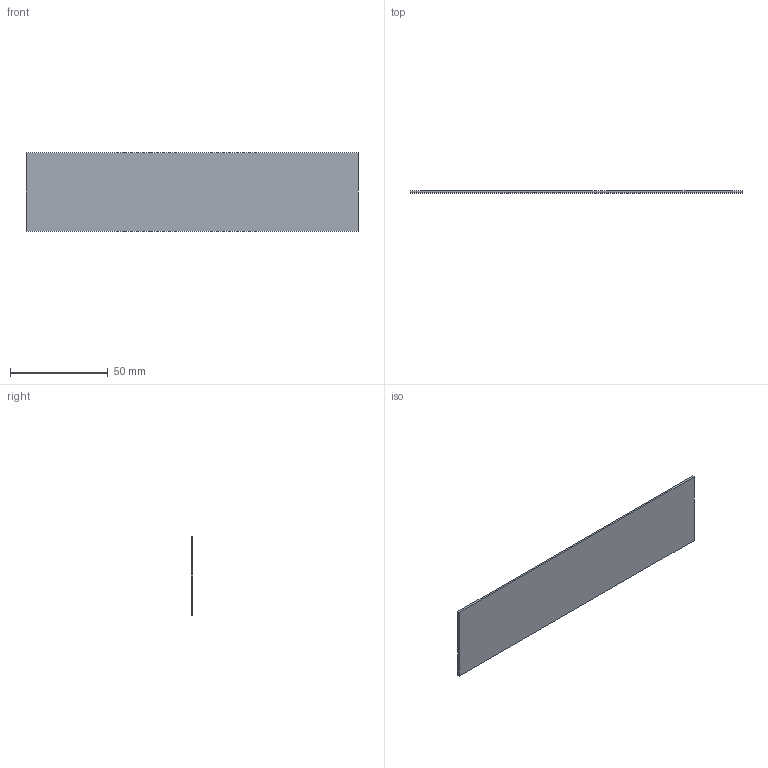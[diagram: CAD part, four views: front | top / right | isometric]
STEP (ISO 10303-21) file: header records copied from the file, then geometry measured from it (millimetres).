
FILE_DESCRIPTION (( 'STEP AP203' ), '1' );
FILE_NAME ('ADR-VIN-PLATE_REV_A.step', '2025-08-17T04:49:50', ( '' ), ( '' ), 'SwSTEP 2.0', 'SolidWorks 2024', '' );
FILE_SCHEMA (( 'CONFIG_CONTROL_DESIGN' ));
Length unit declared in the file: millimetre
Products named in the file (1): ADR-VIN-PLATE_REV_A
Bounding box: 170 x 1 x 40 mm (x, y, z)
Volume: 6800 mm3; surface area: 14020 mm2
Topology: 1 solids, 1 shells, 14 faces, 44 edges, 40 vertices
Faces by surface type: plane 14
Entity records: 601 total; most frequent: CARTESIAN_POINT 99, ORIENTED_EDGE 88, DIRECTION 74, VECTOR 44, EDGE_CURVE 44, LINE 44, VERTEX_POINT 40, EDGE_LOOP 22
